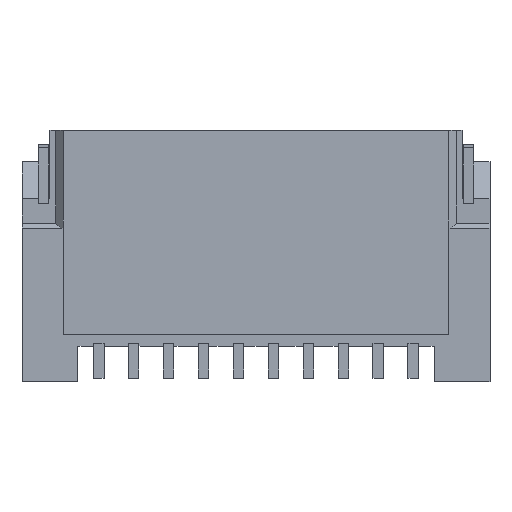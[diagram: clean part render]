
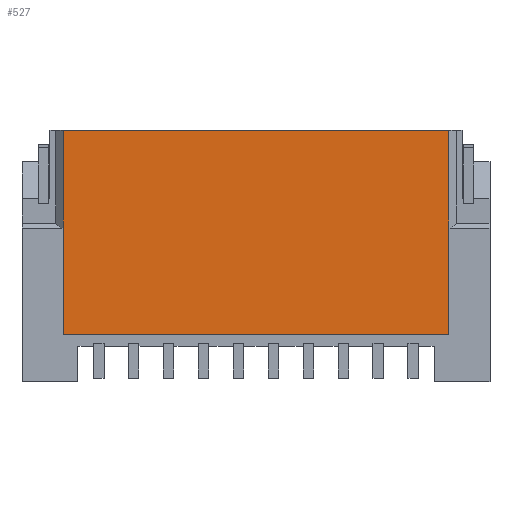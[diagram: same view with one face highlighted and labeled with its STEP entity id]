
A CAD part, front view. The second image highlights one B-rep face of the part: STEP entity #527.
In plain terms, the highlighted planar face has unit normal (0, -1, 0).
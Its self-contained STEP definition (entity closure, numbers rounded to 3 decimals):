
#527=ADVANCED_FACE('',(#1525),#1526,.T.);
#1525=FACE_OUTER_BOUND('',#2566,.T.);
#1526=PLANE('',#2567);
#2566=EDGE_LOOP('',(#6409,#6410,#6411,#6412,#6413,#6414));
#2567=AXIS2_PLACEMENT_3D('',#6415,#6416,#6417);
#6409=ORIENTED_EDGE('',*,*,#8082,.F.);
#6410=ORIENTED_EDGE('',*,*,#7550,.F.);
#6411=ORIENTED_EDGE('',*,*,#8081,.T.);
#6412=ORIENTED_EDGE('',*,*,#8083,.F.);
#6413=ORIENTED_EDGE('',*,*,#8084,.F.);
#6414=ORIENTED_EDGE('',*,*,#8085,.T.);
#6415=CARTESIAN_POINT('',(-3.35,0.0,0.0));
#6416=DIRECTION('',(0.0,-1.0,0.0));
#6417=DIRECTION('',(0.0,0.0,-1.0));
#7550=EDGE_CURVE('',#9466,#9468,#9469,.T.);
#8081=EDGE_CURVE('',#9466,#10291,#10293,.T.);
#8082=EDGE_CURVE('',#9468,#10294,#10295,.T.);
#8083=EDGE_CURVE('',#10296,#10291,#10297,.T.);
#8084=EDGE_CURVE('',#10298,#10296,#10299,.T.);
#8085=EDGE_CURVE('',#10298,#10294,#10300,.T.);
#9466=VERTEX_POINT('',#12332);
#9468=VERTEX_POINT('',#12335);
#9469=LINE('',#12336,#12337);
#10291=VERTEX_POINT('',#13640);
#10293=LINE('',#13643,#13644);
#10294=VERTEX_POINT('',#13645);
#10295=LINE('',#13646,#13647);
#10296=VERTEX_POINT('',#13648);
#10297=LINE('',#13649,#13650);
#10298=VERTEX_POINT('',#13651);
#10299=LINE('',#13652,#13653);
#10300=LINE('',#13654,#13655);
#12332=CARTESIAN_POINT('',(-2.76,0.0,0.0));
#12335=CARTESIAN_POINT('',(2.76,0.0,0.0));
#12336=CARTESIAN_POINT('',(-2.76,0.0,0.0));
#12337=VECTOR('',#14546,5.52);
#13640=CARTESIAN_POINT('',(-2.76,0.0,-1.4));
#13643=CARTESIAN_POINT('',(-2.76,0.0,0.0));
#13644=VECTOR('',#15173,1.4);
#13645=CARTESIAN_POINT('',(2.76,0.0,-1.4));
#13646=CARTESIAN_POINT('',(2.76,0.0,0.0));
#13647=VECTOR('',#15174,1.4);
#13648=CARTESIAN_POINT('',(-2.76,0.0,-2.92));
#13649=CARTESIAN_POINT('',(-2.76,0.0,-2.92));
#13650=VECTOR('',#15175,1.52);
#13651=CARTESIAN_POINT('',(2.76,0.0,-2.92));
#13652=CARTESIAN_POINT('',(2.76,0.0,-2.92));
#13653=VECTOR('',#15176,5.52);
#13654=CARTESIAN_POINT('',(2.76,0.0,-2.92));
#13655=VECTOR('',#15177,1.52);
#14546=DIRECTION('',(1.0,0.0,0.0));
#15173=DIRECTION('',(0.0,0.0,-1.0));
#15174=DIRECTION('',(0.0,0.0,-1.0));
#15175=DIRECTION('',(0.0,0.0,1.0));
#15176=DIRECTION('',(-1.0,0.0,0.0));
#15177=DIRECTION('',(0.0,0.0,1.0));
